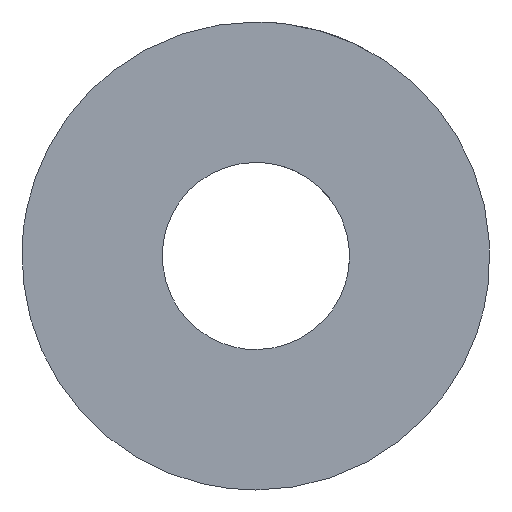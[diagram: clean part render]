
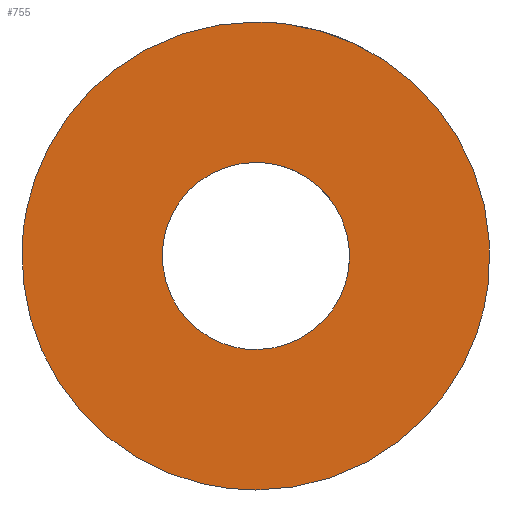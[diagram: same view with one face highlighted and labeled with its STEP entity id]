
A CAD part, front view. The second image highlights one B-rep face of the part: STEP entity #755.
In plain terms, the highlighted free-form (B-spline) face has degree [1, 1] with [2, 2] control points.
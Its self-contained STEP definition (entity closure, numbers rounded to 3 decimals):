
#486=CARTESIAN_POINT('',(-7.486,0.,0.458));
#487=VERTEX_POINT('',#486);
#493=CARTESIAN_POINT('',(0.0,0.,7.5));
#494=VERTEX_POINT('',#493);
#495=CARTESIAN_POINT('',(0.0,0.,7.5));
#496=CARTESIAN_POINT('',(-7.055,0.,7.5));
#497=CARTESIAN_POINT('',(-7.486,0.,0.458));
#505=(BOUNDED_CURVE()B_SPLINE_CURVE(2,(#495,#496,#497),.UNSPECIFIED.,.F.,.U.)B_SPLINE_CURVE_WITH_KNOTS((3,3),(0.5,0.739),.UNSPECIFIED.)CURVE()GEOMETRIC_REPRESENTATION_ITEM()RATIONAL_B_SPLINE_CURVE((1.0,0.72,0.976))REPRESENTATION_ITEM(''));
#506=EDGE_CURVE('',#494,#487,#505,.T.);
#508=CARTESIAN_POINT('',(7.448,0.,-0.885));
#509=VERTEX_POINT('',#508);
#510=CARTESIAN_POINT('',(7.448,0.,-0.885));
#511=CARTESIAN_POINT('',(7.5,0.,-0.444));
#512=CARTESIAN_POINT('',(7.5,0.,0.));
#513=CARTESIAN_POINT('',(7.5,0.,7.5));
#514=CARTESIAN_POINT('',(0.0,0.,7.5));
#522=(BOUNDED_CURVE()B_SPLINE_CURVE(2,(#510,#511,#512,#513,#514),.UNSPECIFIED.,.F.,.U.)B_SPLINE_CURVE_WITH_KNOTS((3,2,3),(0.23,0.25,0.5),.UNSPECIFIED.)CURVE()GEOMETRIC_REPRESENTATION_ITEM()RATIONAL_B_SPLINE_CURVE((0.956,0.976,1.0,0.707,1.0))REPRESENTATION_ITEM(''));
#523=EDGE_CURVE('',#509,#494,#522,.T.);
#553=CARTESIAN_POINT('',(0.0,0.,-7.5));
#554=VERTEX_POINT('',#553);
#555=CARTESIAN_POINT('',(0.0,0.,-7.5));
#556=CARTESIAN_POINT('',(6.661,0.,-7.5));
#557=CARTESIAN_POINT('',(7.448,0.,-0.885));
#565=(BOUNDED_CURVE()B_SPLINE_CURVE(2,(#555,#556,#557),.UNSPECIFIED.,.F.,.U.)B_SPLINE_CURVE_WITH_KNOTS((3,3),(0.0,0.23),.UNSPECIFIED.)CURVE()GEOMETRIC_REPRESENTATION_ITEM()RATIONAL_B_SPLINE_CURVE((1.0,0.731,0.956))REPRESENTATION_ITEM(''));
#566=EDGE_CURVE('',#554,#509,#565,.T.);
#568=CARTESIAN_POINT('',(-7.486,0.,0.458));
#569=CARTESIAN_POINT('',(-7.5,0.,0.229));
#570=CARTESIAN_POINT('',(-7.5,0.,0.));
#571=CARTESIAN_POINT('',(-7.5,0.,-7.5));
#572=CARTESIAN_POINT('',(0.0,0.,-7.5));
#580=(BOUNDED_CURVE()B_SPLINE_CURVE(2,(#568,#569,#570,#571,#572),.UNSPECIFIED.,.F.,.U.)B_SPLINE_CURVE_WITH_KNOTS((3,2,3),(0.739,0.75,1.0),.UNSPECIFIED.)CURVE()GEOMETRIC_REPRESENTATION_ITEM()RATIONAL_B_SPLINE_CURVE((0.976,0.988,1.0,0.707,1.0))REPRESENTATION_ITEM(''));
#581=EDGE_CURVE('',#487,#554,#580,.T.);
#611=CARTESIAN_POINT('',(2.979,0.,-0.354));
#612=VERTEX_POINT('',#611);
#618=CARTESIAN_POINT('',(0.0,0.,3.0));
#619=VERTEX_POINT('',#618);
#620=CARTESIAN_POINT('',(2.979,0.,-0.354));
#621=CARTESIAN_POINT('',(3.0,0.,-0.178));
#622=CARTESIAN_POINT('',(3.0,0.,0.));
#623=CARTESIAN_POINT('',(3.0,0.,3.0));
#624=CARTESIAN_POINT('',(0.0,0.,3.0));
#632=(BOUNDED_CURVE()B_SPLINE_CURVE(2,(#620,#621,#622,#623,#624),.UNSPECIFIED.,.F.,.U.)B_SPLINE_CURVE_WITH_KNOTS((3,2,3),(0.23,0.25,0.5),.UNSPECIFIED.)CURVE()GEOMETRIC_REPRESENTATION_ITEM()RATIONAL_B_SPLINE_CURVE((0.956,0.976,1.0,0.707,1.0))REPRESENTATION_ITEM(''));
#633=EDGE_CURVE('',#612,#619,#632,.T.);
#635=CARTESIAN_POINT('',(-2.994,0.,0.183));
#636=VERTEX_POINT('',#635);
#637=CARTESIAN_POINT('',(0.0,0.,3.0));
#638=CARTESIAN_POINT('',(-2.822,0.,3.));
#639=CARTESIAN_POINT('',(-2.994,0.,0.183));
#647=(BOUNDED_CURVE()B_SPLINE_CURVE(2,(#637,#638,#639),.UNSPECIFIED.,.F.,.U.)B_SPLINE_CURVE_WITH_KNOTS((3,3),(0.5,0.739),.UNSPECIFIED.)CURVE()GEOMETRIC_REPRESENTATION_ITEM()RATIONAL_B_SPLINE_CURVE((1.0,0.72,0.976))REPRESENTATION_ITEM(''));
#648=EDGE_CURVE('',#619,#636,#647,.T.);
#686=CARTESIAN_POINT('',(0.0,0.,-3.0));
#687=VERTEX_POINT('',#686);
#688=CARTESIAN_POINT('',(-2.994,0.,0.183));
#689=CARTESIAN_POINT('',(-3.,0.,0.092));
#690=CARTESIAN_POINT('',(-3.0,0.,0.));
#691=CARTESIAN_POINT('',(-3.0,0.,-3.0));
#692=CARTESIAN_POINT('',(0.0,0.,-3.0));
#700=(BOUNDED_CURVE()B_SPLINE_CURVE(2,(#688,#689,#690,#691,#692),.UNSPECIFIED.,.F.,.U.)B_SPLINE_CURVE_WITH_KNOTS((3,2,3),(0.739,0.75,1.0),.UNSPECIFIED.)CURVE()GEOMETRIC_REPRESENTATION_ITEM()RATIONAL_B_SPLINE_CURVE((0.976,0.988,1.0,0.707,1.0))REPRESENTATION_ITEM(''));
#701=EDGE_CURVE('',#636,#687,#700,.T.);
#703=CARTESIAN_POINT('',(0.0,0.,-3.0));
#704=CARTESIAN_POINT('',(2.665,0.,-3.));
#705=CARTESIAN_POINT('',(2.979,0.,-0.354));
#713=(BOUNDED_CURVE()B_SPLINE_CURVE(2,(#703,#704,#705),.UNSPECIFIED.,.F.,.U.)B_SPLINE_CURVE_WITH_KNOTS((3,3),(0.0,0.23),.UNSPECIFIED.)CURVE()GEOMETRIC_REPRESENTATION_ITEM()RATIONAL_B_SPLINE_CURVE((1.0,0.731,0.956))REPRESENTATION_ITEM(''));
#714=EDGE_CURVE('',#687,#612,#713,.T.);
#738=CARTESIAN_POINT('',(-8.249,0.,8.249));
#739=CARTESIAN_POINT('',(-8.249,0.,-8.249));
#740=CARTESIAN_POINT('',(8.249,0.,8.249));
#741=CARTESIAN_POINT('',(8.249,0.,-8.249));
#742=B_SPLINE_SURFACE_WITH_KNOTS('',1,1,((#738,#740),(#739,#741)),.UNSPECIFIED.,.F.,.F.,.U.,(2,2),(2,2),(0.0,16.499),(0.0,16.498),.UNSPECIFIED.);
#743=ORIENTED_EDGE('',*,*,#566,.T.);
#744=ORIENTED_EDGE('',*,*,#523,.T.);
#745=ORIENTED_EDGE('',*,*,#506,.T.);
#746=ORIENTED_EDGE('',*,*,#581,.T.);
#747=EDGE_LOOP('',(#743,#744,#745,#746));
#748=FACE_OUTER_BOUND('',#747,.T.);
#749=ORIENTED_EDGE('',*,*,#648,.F.);
#750=ORIENTED_EDGE('',*,*,#633,.F.);
#751=ORIENTED_EDGE('',*,*,#714,.F.);
#752=ORIENTED_EDGE('',*,*,#701,.F.);
#753=EDGE_LOOP('',(#749,#750,#751,#752));
#754=FACE_BOUND('',#753,.T.);
#755=ADVANCED_FACE('',(#748,#754),#742,.T.);
